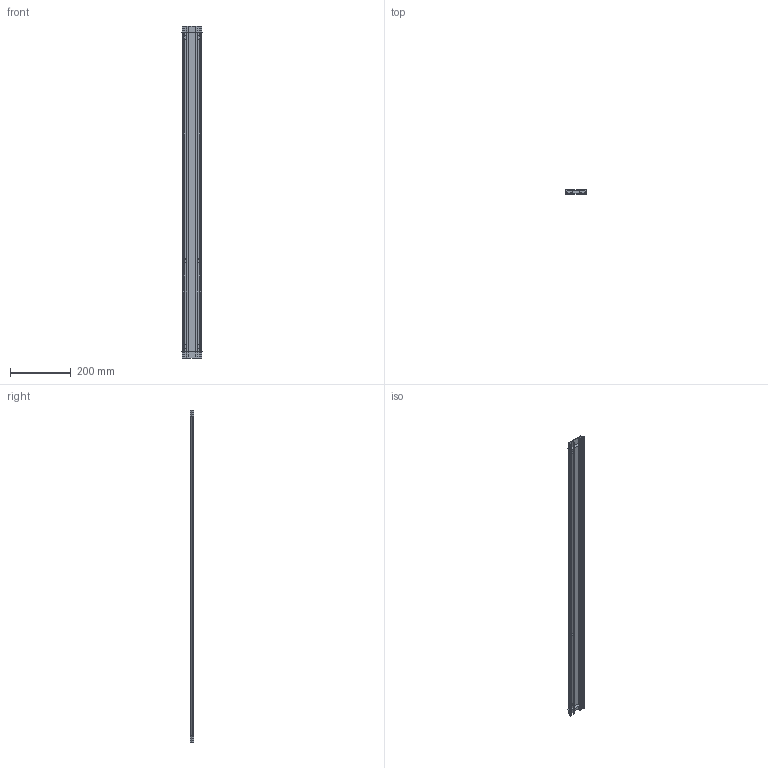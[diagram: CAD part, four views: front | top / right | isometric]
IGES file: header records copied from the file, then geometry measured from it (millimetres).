
Start section:  PTC IGES file: 215567.igs
Global section: file name: 215567.igs; native system: Creo Parametric by PTC Inc.; preprocessor: 2019292; author: PDMAdmin; organization: Unknown; date: 20200124.115107; units: millimetre
Bounding box: 68.12 x 13 x 1097.2 mm (x, y, z)
Volume: 278155.9 mm3; surface area: 1160649 mm2
Topology: 1 solids, 1 shells, 344 faces, 1908 edges, 2460 vertices
Faces by surface type: revolution 236, bspline 108
